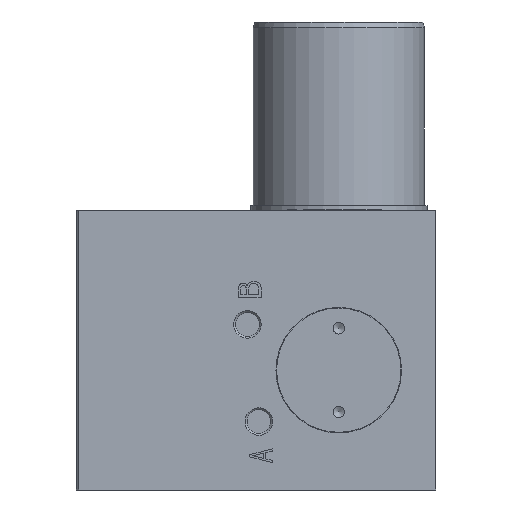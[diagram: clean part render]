
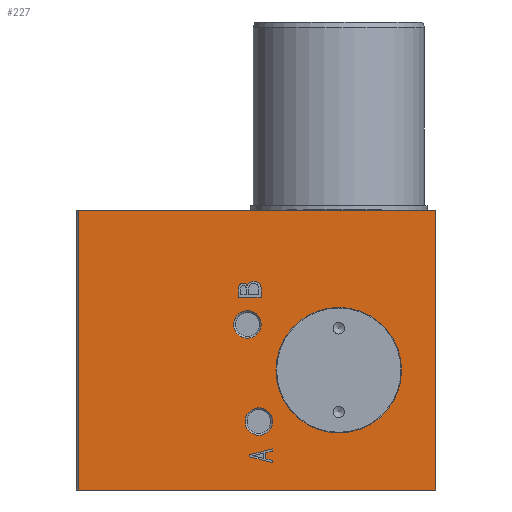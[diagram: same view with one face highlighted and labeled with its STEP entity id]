
A CAD part, left-side view. The second image highlights one B-rep face of the part: STEP entity #227.
In plain terms, the highlighted face is planar.
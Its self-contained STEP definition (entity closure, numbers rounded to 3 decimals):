
#227 = ADVANCED_FACE( '', ( #400, #401, #402, #403, #404, #405 ), #406, .F. );
#400 = FACE_BOUND( '', #790, .T. );
#401 = FACE_BOUND( '', #791, .T. );
#402 = FACE_BOUND( '', #792, .T. );
#403 = FACE_OUTER_BOUND( '', #793, .T. );
#404 = FACE_BOUND( '', #794, .T. );
#405 = FACE_BOUND( '', #795, .T. );
#406 = PLANE( '', #796 );
#790 = EDGE_LOOP( '', ( #1242, #1243, #1244, #1245, #1246 ) );
#791 = EDGE_LOOP( '', ( #1247 ) );
#792 = EDGE_LOOP( '', ( #1248 ) );
#793 = EDGE_LOOP( '', ( #1249, #1250, #1251, #1252 ) );
#794 = EDGE_LOOP( '', ( #1253 ) );
#795 = EDGE_LOOP( '', ( #1254, #1255, #1256, #1257, #1258, #1259, #1260, #1261 ) );
#796 = AXIS2_PLACEMENT_3D( '', #1262, #1263, #1264 );
#1242 = ORIENTED_EDGE( '', *, *, #2227, .F. );
#1243 = ORIENTED_EDGE( '', *, *, #2228, .F. );
#1244 = ORIENTED_EDGE( '', *, *, #2229, .F. );
#1245 = ORIENTED_EDGE( '', *, *, #2230, .F. );
#1246 = ORIENTED_EDGE( '', *, *, #2231, .F. );
#1247 = ORIENTED_EDGE( '', *, *, #2232, .T. );
#1248 = ORIENTED_EDGE( '', *, *, #2233, .F. );
#1249 = ORIENTED_EDGE( '', *, *, #2214, .T. );
#1250 = ORIENTED_EDGE( '', *, *, #2234, .F. );
#1251 = ORIENTED_EDGE( '', *, *, #2235, .F. );
#1252 = ORIENTED_EDGE( '', *, *, #2236, .T. );
#1253 = ORIENTED_EDGE( '', *, *, #2237, .F. );
#1254 = ORIENTED_EDGE( '', *, *, #2238, .T. );
#1255 = ORIENTED_EDGE( '', *, *, #2239, .T. );
#1256 = ORIENTED_EDGE( '', *, *, #2240, .T. );
#1257 = ORIENTED_EDGE( '', *, *, #2241, .T. );
#1258 = ORIENTED_EDGE( '', *, *, #2242, .T. );
#1259 = ORIENTED_EDGE( '', *, *, #2243, .T. );
#1260 = ORIENTED_EDGE( '', *, *, #2244, .T. );
#1261 = ORIENTED_EDGE( '', *, *, #2245, .T. );
#1262 = CARTESIAN_POINT( '', ( 24.5, 27., -69. ) );
#1263 = DIRECTION( '', ( 0., 0., 1. ) );
#1264 = DIRECTION( '', ( 1., 0., 0. ) );
#2214 = EDGE_CURVE( '', #2534, #2532, #2535, .T. );
#2227 = EDGE_CURVE( '', #2559, #2560, #2561, .T. );
#2228 = EDGE_CURVE( '', #2562, #2559, #2563, .T. );
#2229 = EDGE_CURVE( '', #2564, #2562, #2565, .T. );
#2230 = EDGE_CURVE( '', #2566, #2564, #2567, .T. );
#2231 = EDGE_CURVE( '', #2560, #2566, #2568, .T. );
#2232 = EDGE_CURVE( '', #2569, #2569, #2570, .T. );
#2233 = EDGE_CURVE( '', #2571, #2571, #2572, .F. );
#2234 = EDGE_CURVE( '', #2573, #2532, #2574, .T. );
#2235 = EDGE_CURVE( '', #2575, #2573, #2576, .T. );
#2236 = EDGE_CURVE( '', #2575, #2534, #2577, .T. );
#2237 = EDGE_CURVE( '', #2578, #2578, #2579, .F. );
#2238 = EDGE_CURVE( '', #2580, #2581, #2582, .T. );
#2239 = EDGE_CURVE( '', #2581, #2583, #2584, .T. );
#2240 = EDGE_CURVE( '', #2583, #2585, #2586, .T. );
#2241 = EDGE_CURVE( '', #2585, #2587, #2588, .T. );
#2242 = EDGE_CURVE( '', #2587, #2589, #2590, .T. );
#2243 = EDGE_CURVE( '', #2589, #2591, #2592, .T. );
#2244 = EDGE_CURVE( '', #2591, #2593, #2594, .T. );
#2245 = EDGE_CURVE( '', #2593, #2580, #2595, .T. );
#2532 = VERTEX_POINT( '', #3055 );
#2534 = VERTEX_POINT( '', #3058 );
#2535 = LINE( '', #3059, #3060 );
#2559 = VERTEX_POINT( '', #3090 );
#2560 = VERTEX_POINT( '', #3091 );
#2561 = LINE( '', #3092, #3093 );
#2562 = VERTEX_POINT( '', #3094 );
#2563 = LINE( '', #3095, #3096 );
#2564 = VERTEX_POINT( '', #3097 );
#2565 = CIRCLE( '', #3098, 0.869 );
#2566 = VERTEX_POINT( '', #3099 );
#2567 = CIRCLE( '', #3100, 1.241 );
#2568 = LINE( '', #3101, #3102 );
#2569 = VERTEX_POINT( '', #3103 );
#2570 = CIRCLE( '', #3104, 11. );
#2571 = VERTEX_POINT( '', #3105 );
#2572 = CIRCLE( '', #3106, 2.4 );
#2573 = VERTEX_POINT( '', #3107 );
#2574 = LINE( '', #3108, #3109 );
#2575 = VERTEX_POINT( '', #3110 );
#2576 = LINE( '', #3111, #3112 );
#2577 = LINE( '', #3113, #3114 );
#2578 = VERTEX_POINT( '', #3115 );
#2579 = CIRCLE( '', #3116, 2.4 );
#2580 = VERTEX_POINT( '', #3117 );
#2581 = VERTEX_POINT( '', #3118 );
#2582 = LINE( '', #3119, #3120 );
#2583 = VERTEX_POINT( '', #3121 );
#2584 = LINE( '', #3122, #3123 );
#2585 = VERTEX_POINT( '', #3124 );
#2586 = LINE( '', #3125, #3126 );
#2587 = VERTEX_POINT( '', #3127 );
#2588 = LINE( '', #3128, #3129 );
#2589 = VERTEX_POINT( '', #3130 );
#2590 = LINE( '', #3131, #3132 );
#2591 = VERTEX_POINT( '', #3133 );
#2592 = LINE( '', #3134, #3135 );
#2593 = VERTEX_POINT( '', #3136 );
#2594 = LINE( '', #3137, #3138 );
#2595 = LINE( '', #3139, #3140 );
#3055 = CARTESIAN_POINT( '', ( -24.5, 89.6, -69. ) );
#3058 = CARTESIAN_POINT( '', ( -24.5, 27., -69. ) );
#3059 = CARTESIAN_POINT( '', ( -24.5, 27., -69. ) );
#3060 = VECTOR( '', #3692, 1000. );
#3090 = CARTESIAN_POINT( '', ( -9.3, 61.6, -69. ) );
#3091 = CARTESIAN_POINT( '', ( -9.3, 57.6, -69. ) );
#3092 = CARTESIAN_POINT( '', ( -9.3, 61.6, -69. ) );
#3093 = VECTOR( '', #3717, 1000. );
#3094 = CARTESIAN_POINT( '', ( -10.9, 61.6, -69. ) );
#3095 = CARTESIAN_POINT( '', ( -10.9, 61.6, -69. ) );
#3096 = VECTOR( '', #3718, 1000. );
#3097 = CARTESIAN_POINT( '', ( -11.3, 60., -69. ) );
#3098 = AXIS2_PLACEMENT_3D( '', #3719, #3720, #3721 );
#3099 = CARTESIAN_POINT( '', ( -10.9, 57.6, -69. ) );
#3100 = AXIS2_PLACEMENT_3D( '', #3722, #3723, #3724 );
#3101 = CARTESIAN_POINT( '', ( -9.3, 57.6, -69. ) );
#3102 = VECTOR( '', #3725, 1000. );
#3103 = CARTESIAN_POINT( '', ( 14.5, 44., -69. ) );
#3104 = AXIS2_PLACEMENT_3D( '', #3726, #3727, #3728 );
#3105 = CARTESIAN_POINT( '', ( -2.1, 60., -69. ) );
#3106 = AXIS2_PLACEMENT_3D( '', #3729, #3730, #3731 );
#3107 = CARTESIAN_POINT( '', ( 24.5, 89.6, -69. ) );
#3108 = CARTESIAN_POINT( '', ( 24.5, 89.6, -69. ) );
#3109 = VECTOR( '', #3732, 1000. );
#3110 = CARTESIAN_POINT( '', ( 24.5, 27., -69. ) );
#3111 = CARTESIAN_POINT( '', ( 24.5, 27., -69. ) );
#3112 = VECTOR( '', #3733, 1000. );
#3113 = CARTESIAN_POINT( '', ( 24.5, 27., -69. ) );
#3114 = VECTOR( '', #3734, 1000. );
#3115 = CARTESIAN_POINT( '', ( 14.9, 58., -69. ) );
#3116 = AXIS2_PLACEMENT_3D( '', #3735, #3736, #3737 );
#3117 = CARTESIAN_POINT( '', ( 18.3, 59.6, -69. ) );
#3118 = CARTESIAN_POINT( '', ( 17.3, 55.6, -69. ) );
#3119 = CARTESIAN_POINT( '', ( 18.3, 59.6, -69. ) );
#3120 = VECTOR( '', #3738, 1000. );
#3121 = CARTESIAN_POINT( '', ( 17.7, 55.6, -69. ) );
#3122 = CARTESIAN_POINT( '', ( 17.3, 55.6, -69. ) );
#3123 = VECTOR( '', #3739, 1000. );
#3124 = CARTESIAN_POINT( '', ( 17.967, 56.8, -69. ) );
#3125 = CARTESIAN_POINT( '', ( 17.7, 55.6, -69. ) );
#3126 = VECTOR( '', #3740, 1000. );
#3127 = CARTESIAN_POINT( '', ( 19.033, 56.8, -69. ) );
#3128 = CARTESIAN_POINT( '', ( 17.967, 56.8, -69. ) );
#3129 = VECTOR( '', #3741, 1000. );
#3130 = CARTESIAN_POINT( '', ( 19.3, 55.6, -69. ) );
#3131 = CARTESIAN_POINT( '', ( 19.033, 56.8, -69. ) );
#3132 = VECTOR( '', #3742, 1000. );
#3133 = CARTESIAN_POINT( '', ( 19.7, 55.6, -69. ) );
#3134 = CARTESIAN_POINT( '', ( 19.3, 55.6, -69. ) );
#3135 = VECTOR( '', #3743, 1000. );
#3136 = CARTESIAN_POINT( '', ( 18.7, 59.6, -69. ) );
#3137 = CARTESIAN_POINT( '', ( 19.7, 55.6, -69. ) );
#3138 = VECTOR( '', #3744, 1000. );
#3139 = CARTESIAN_POINT( '', ( 18.7, 59.6, -69. ) );
#3140 = VECTOR( '', #3745, 1000. );
#3692 = DIRECTION( '', ( 0., 1., 0. ) );
#3717 = DIRECTION( '', ( 0., -1., 0. ) );
#3718 = DIRECTION( '', ( 1., 0., 0. ) );
#3719 = CARTESIAN_POINT( '', ( -10.833, 60.733, -69. ) );
#3720 = DIRECTION( '', ( 0., 0., -1. ) );
#3721 = DIRECTION( '', ( -1., 0., 0. ) );
#3722 = CARTESIAN_POINT( '', ( -10.86, 58.84, -69. ) );
#3723 = DIRECTION( '', ( 0., 0., -1. ) );
#3724 = DIRECTION( '', ( -1., 0., 0. ) );
#3725 = DIRECTION( '', ( -1., 0., 0. ) );
#3726 = CARTESIAN_POINT( '', ( 3.5, 44., -69. ) );
#3727 = DIRECTION( '', ( 0., 0., 1. ) );
#3728 = DIRECTION( '', ( 1., 0., 0. ) );
#3729 = CARTESIAN_POINT( '', ( -4.5, 60., -69. ) );
#3730 = DIRECTION( '', ( 0., 0., 1. ) );
#3731 = DIRECTION( '', ( 1., 0., 0. ) );
#3732 = DIRECTION( '', ( -1., 0., 0. ) );
#3733 = DIRECTION( '', ( 0., 1., 0. ) );
#3734 = DIRECTION( '', ( -1., 0., 0. ) );
#3735 = CARTESIAN_POINT( '', ( 12.5, 58., -69. ) );
#3736 = DIRECTION( '', ( 0., 0., 1. ) );
#3737 = DIRECTION( '', ( 1., 0., 0. ) );
#3738 = DIRECTION( '', ( -0.243, -0.97, 0. ) );
#3739 = DIRECTION( '', ( 1., 0., 0. ) );
#3740 = DIRECTION( '', ( 0.217, 0.976, 0. ) );
#3741 = DIRECTION( '', ( 1., 0., 0. ) );
#3742 = DIRECTION( '', ( 0.217, -0.976, 0. ) );
#3743 = DIRECTION( '', ( 1., 0., 0. ) );
#3744 = DIRECTION( '', ( -0.243, 0.97, 0. ) );
#3745 = DIRECTION( '', ( -1., 0., 0. ) );
